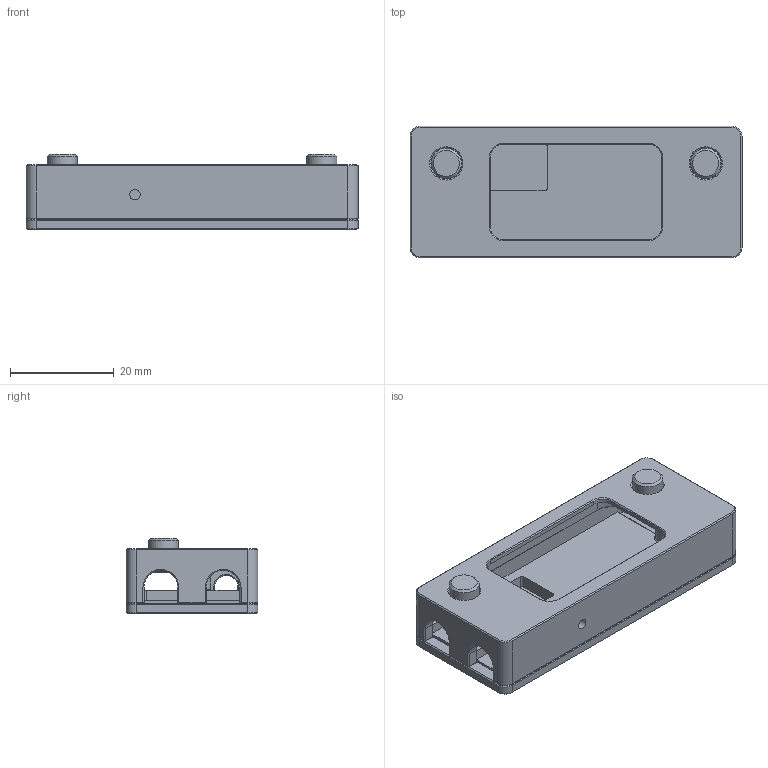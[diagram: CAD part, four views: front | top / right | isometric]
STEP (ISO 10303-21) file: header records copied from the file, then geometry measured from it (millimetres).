
FILE_DESCRIPTION(/* description */ (''),/* implementation_level */ '2;1');
FILE_NAME(/* name */ 'Scribble Strip Assembly v44.step',/* time_stamp */ '2025-09-12T10:01:54+10:00',/* author */ (''),/* organization */ (''),/* preprocessor_version */ 'ST-DEVELOPER v20.1',/* originating_system */ 'Autodesk Translation Framework v14.10.0.0',/* authorisation */ '');
FILE_SCHEMA (('AUTOMOTIVE_DESIGN { 1 0 10303 214 3 1 1 }'));
Length unit declared in the file: millimetre
Products named in the file (3): Scribble Strip Assembly; Enclosure; Overlay
Assembly tree (2 placements, depth 3):
  Scribble Strip Assembly
    Enclosure
      Overlay
Bounding box: 64 x 25.4 x 14.5 mm (x, y, z)
Volume: 10640.4 mm3; surface area: 9927.2 mm2
Topology: 4 solids, 4 shells, 288 faces, 684 edges, 409 vertices
Faces by surface type: plane 128, cylinder 77, cone 62, torus 11, bspline 10
Full cylindrical faces by diameter (mm): 2 x1, 2.5 x2, 3.2 x2, 4 x3, 4.5 x1, 5.5 x2, 5.8 x2, 6 x2, 7.6 x2, 8 x2
Entity records: 8981 total; most frequent: CARTESIAN_POINT 2170, DIRECTION 1435, ORIENTED_EDGE 1366, EDGE_CURVE 683, AXIS2_PLACEMENT_3D 507, LINE 421, VECTOR 421, VERTEX_POINT 409
